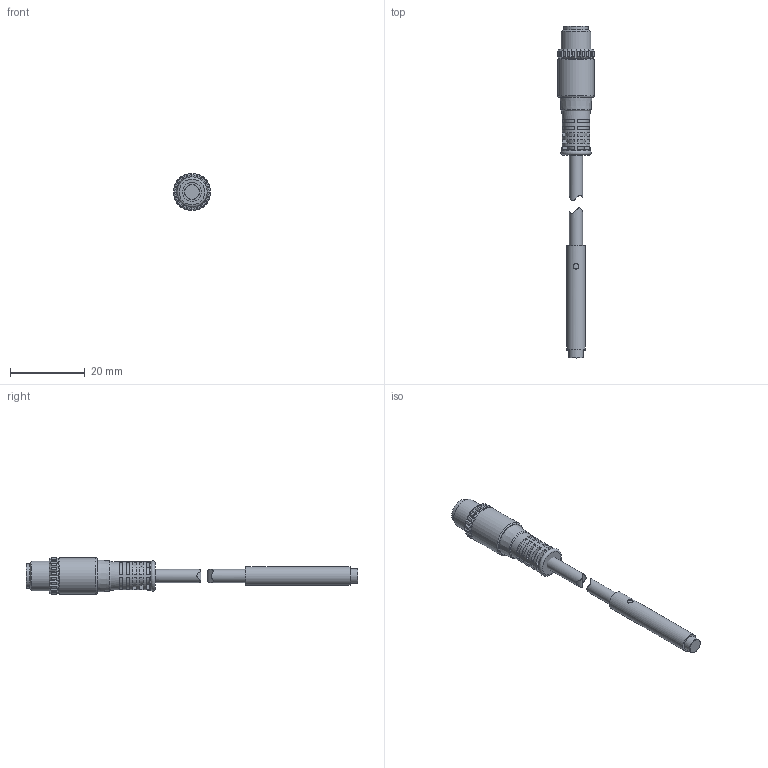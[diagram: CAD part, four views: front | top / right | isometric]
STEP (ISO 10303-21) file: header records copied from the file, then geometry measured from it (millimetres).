
FILE_DESCRIPTION (( 'STEP AP214' ), '1' );
FILE_NAME ('DW-AV-711-M5-276.STEP', '2018-08-31T21:57:17', ( '' ), ( '' ), 'SwSTEP 2.0', 'SolidWorks 2017', '' );
FILE_SCHEMA (( 'AUTOMOTIVE_DESIGN' ));
Length unit declared in the file: inch
Products named in the file (1): DW-AV-711-M5-276
Bounding box: 9.97 x 88.74 x 9.97 mm (x, y, z)
Volume: 3083.3 mm3; surface area: 2833.9 mm2
Topology: 5 solids, 5 shells, 217 faces, 532 edges, 352 vertices
Faces by surface type: plane 143, cylinder 46, bspline 14, cone 7, torus 7
Full cylindrical faces by diameter (mm): 1 x3, 1.5 x1, 3.5 x2, 4 x1, 5.001 x1, 5.8 x1, 6.5 x1, 7.5 x1, 8 x1, 9.8 x1
Entity records: 9821 total; most frequent: CARTESIAN_POINT 2088, ORIENTED_EDGE 992, DIRECTION 940, EDGE_CURVE 496, AXIS2_PLACEMENT_3D 366, VERTEX_POINT 344, EDGE_LOOP 272, FACE_OUTER_BOUND 237
